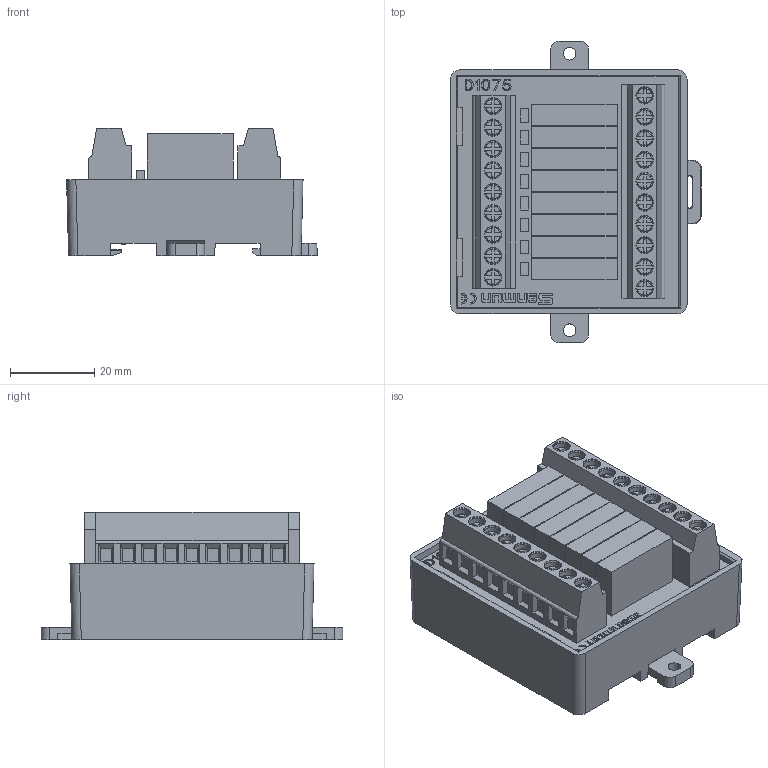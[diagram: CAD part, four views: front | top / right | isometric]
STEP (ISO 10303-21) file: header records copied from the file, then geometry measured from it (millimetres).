
FILE_DESCRIPTION(/* description */ (''),/* implementation_level */ '2;1');
FILE_NAME(/* name */ 'D1075.stp',/* time_stamp */ '2024-08-14T19:07:53+08:00',/* author */ (''),/* organization */ (''),/* preprocessor_version */ 'ST-DEVELOPER v14',/* originating_system */ 'SIEMENS PLM Software NX 8.0',/* authorisation */ '');
FILE_SCHEMA (('AUTOMOTIVE_DESIGN { 1 0 10303 214 3 1 1 1 }'));
Length unit declared in the file: millimetre
Products named in the file (1): Admi089C3F336pt2
Bounding box: 59.51 x 71.6 x 30.25 mm (x, y, z)
Volume: 70044.9 mm3; surface area: 23368.9 mm2
Topology: 3 solids, 3 shells, 957 faces, 2505 edges, 1654 vertices
Faces by surface type: plane 763, cylinder 81, torus 57, cone 42, extrusion 12, bspline 2
Full cylindrical faces by diameter (mm): 3 x2, 4.1 x38
Entity records: 31499 total; most frequent: CARTESIAN_POINT 7394, ORIENTED_EDGE 4864, DIRECTION 4294, EDGE_CURVE 2432, VECTOR 1902, LINE 1890, VERTEX_POINT 1642, AXIS2_PLACEMENT_3D 1196
